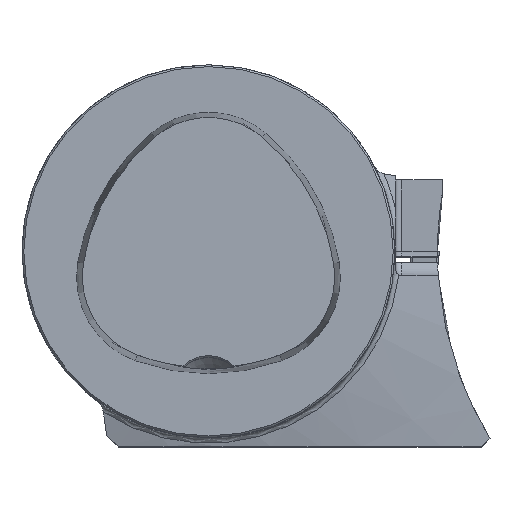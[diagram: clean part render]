
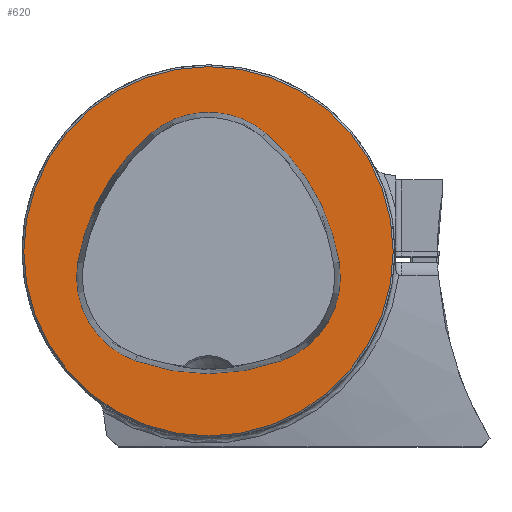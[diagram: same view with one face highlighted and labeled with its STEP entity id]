
A CAD part, top view. The second image highlights one B-rep face of the part: STEP entity #620.
In plain terms, the highlighted planar face has unit normal (0, 0, 1).
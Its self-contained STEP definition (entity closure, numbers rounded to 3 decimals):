
#110=FACE_BOUND('',#861,.T.);
#111=FACE_BOUND('',#862,.T.);
#193=PLANE('',#2335);
#620=ADVANCED_FACE('CU_FL_N1_SU_1',(#110,#111),#193,.T.);
#861=EDGE_LOOP('',(#1219,#1220,#1221,#1222,#1223,#1224));
#862=EDGE_LOOP('',(#1225));
#965=CIRCLE('',#2326,36.075);
#967=CIRCLE('',#2329,36.075);
#968=CIRCLE('',#2330,15.075);
#969=CIRCLE('',#2331,15.075);
#970=CIRCLE('',#2332,36.075);
#971=CIRCLE('',#2333,15.075);
#972=CIRCLE('',#2334,31.2);
#1219=ORIENTED_EDGE('',*,*,#1992,.F.);
#1220=ORIENTED_EDGE('',*,*,#1993,.F.);
#1221=ORIENTED_EDGE('',*,*,#1985,.F.);
#1222=ORIENTED_EDGE('',*,*,#1994,.F.);
#1223=ORIENTED_EDGE('',*,*,#1995,.F.);
#1224=ORIENTED_EDGE('',*,*,#1996,.F.);
#1225=ORIENTED_EDGE('',*,*,#1997,.T.);
#1746=VERTEX_POINT('',#3781);
#1747=VERTEX_POINT('',#3783);
#1753=VERTEX_POINT('',#3815);
#1754=VERTEX_POINT('',#3816);
#1755=VERTEX_POINT('',#3819);
#1756=VERTEX_POINT('',#3821);
#1757=VERTEX_POINT('',#3824);
#1985=EDGE_CURVE('',#1746,#1747,#965,.T.);
#1992=EDGE_CURVE('',#1753,#1754,#967,.T.);
#1993=EDGE_CURVE('',#1747,#1753,#968,.T.);
#1994=EDGE_CURVE('',#1755,#1746,#969,.T.);
#1995=EDGE_CURVE('',#1756,#1755,#970,.T.);
#1996=EDGE_CURVE('',#1754,#1756,#971,.T.);
#1997=EDGE_CURVE('',#1757,#1757,#972,.T.);
#2326=AXIS2_PLACEMENT_3D('',#3782,#2677,#2678);
#2329=AXIS2_PLACEMENT_3D('',#3814,#2684,#2685);
#2330=AXIS2_PLACEMENT_3D('',#3817,#2686,#2687);
#2331=AXIS2_PLACEMENT_3D('',#3818,#2688,#2689);
#2332=AXIS2_PLACEMENT_3D('',#3820,#2690,#2691);
#2333=AXIS2_PLACEMENT_3D('',#3822,#2692,#2693);
#2334=AXIS2_PLACEMENT_3D('',#3823,#2694,#2695);
#2335=AXIS2_PLACEMENT_3D('',#3825,#2696,#2697);
#2677=DIRECTION('',(0.,0.,1.));
#2678=DIRECTION('',(-1.,0.,0.));
#2684=DIRECTION('',(0.,0.,1.));
#2685=DIRECTION('',(-1.,0.,0.));
#2686=DIRECTION('',(0.,0.,1.));
#2687=DIRECTION('',(-1.,0.,0.));
#2688=DIRECTION('',(0.,0.,1.));
#2689=DIRECTION('',(-1.,0.,0.));
#2690=DIRECTION('',(0.,0.,1.));
#2691=DIRECTION('',(-1.,0.,0.));
#2692=DIRECTION('',(0.,0.,1.));
#2693=DIRECTION('',(-1.,0.,0.));
#2694=DIRECTION('',(0.,0.,1.));
#2695=DIRECTION('',(-1.,0.,0.));
#2696=DIRECTION('',(0.,0.,1.));
#2697=DIRECTION('',(-1.,0.,0.));
#3781=CARTESIAN_POINT('',(-12.368,-18.489,0.));
#3782=CARTESIAN_POINT('',(0.,15.4,0.));
#3783=CARTESIAN_POINT('',(12.368,-18.489,0.));
#3814=CARTESIAN_POINT('',(-13.535,-7.656,0.));
#3815=CARTESIAN_POINT('',(22.084,-1.937,0.));
#3816=CARTESIAN_POINT('',(9.716,19.927,0.));
#3817=CARTESIAN_POINT('',(7.2,-4.327,0.));
#3818=CARTESIAN_POINT('',(-7.2,-4.327,0.));
#3819=CARTESIAN_POINT('',(-22.084,-1.937,0.));
#3820=CARTESIAN_POINT('',(13.535,-7.656,0.));
#3821=CARTESIAN_POINT('',(-9.716,19.927,0.));
#3822=CARTESIAN_POINT('',(0.,8.4,0.));
#3823=CARTESIAN_POINT('',(0.,0.,0.));
#3824=CARTESIAN_POINT('',(-31.2,0.,0.));
#3825=CARTESIAN_POINT('',(0.,0.,0.));
